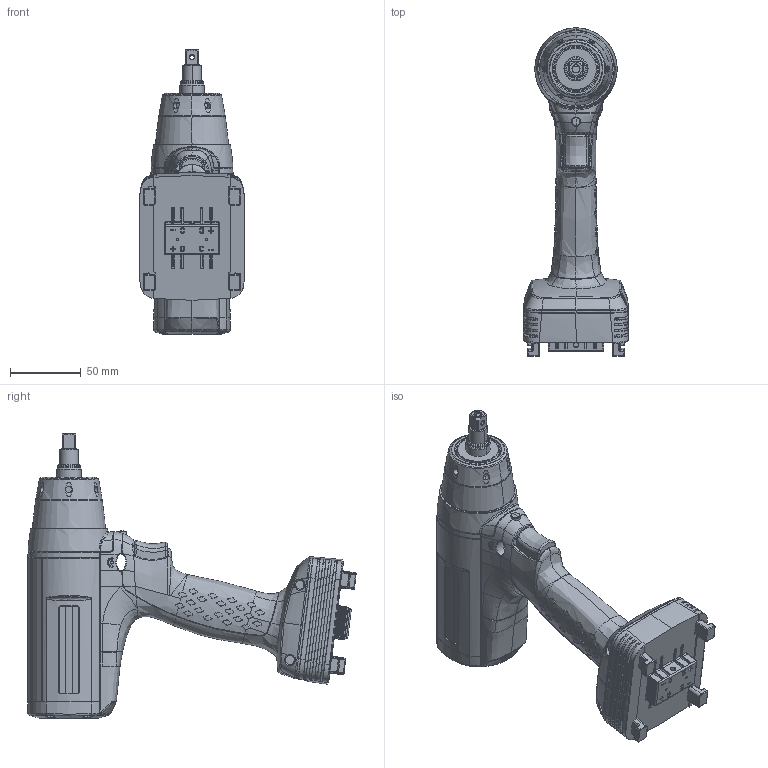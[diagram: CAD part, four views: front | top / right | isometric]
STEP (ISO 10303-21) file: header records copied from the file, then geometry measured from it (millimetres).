
FILE_DESCRIPTION((''),'2;1');
FILE_NAME('8433323031_SW','2019-10-24T16:06:40',('Toocsr'),(''),'CREO PARAMETRIC BY PTC INC, 2018100','CREO PARAMETRIC BY PTC INC, 2018100','');
FILE_SCHEMA(('AP242_MANAGED_MODEL_BASED_3D_ENGINEERING_MIM_LF { 1 0 10303 442 1 1 4 }'));
Length unit declared in the file: millimetre
Products named in the file (1): 8433323031_SW
Bounding box: 74.52 x 231.33 x 200.41 mm (x, y, z)
Volume: 685853 mm3; surface area: 138588.1 mm2
Topology: 1 solids, 2 shells, 4361 faces, 11263 edges, 6898 vertices
Faces by surface type: bspline 1820, plane 1075, cylinder 957, cone 219, torus 115, sphere 106, extrusion 69
Entity records: 310916 total; most frequent: CARTESIAN_POINT 176762, ORIENTED_EDGE 22518, DIRECTION 13746, EDGE_CURVE 11259, VERTEX_POINT 6898, FILL_AREA_STYLE_COLOUR 6769, FILL_AREA_STYLE 6769, SURFACE_STYLE_FILL_AREA 6769
